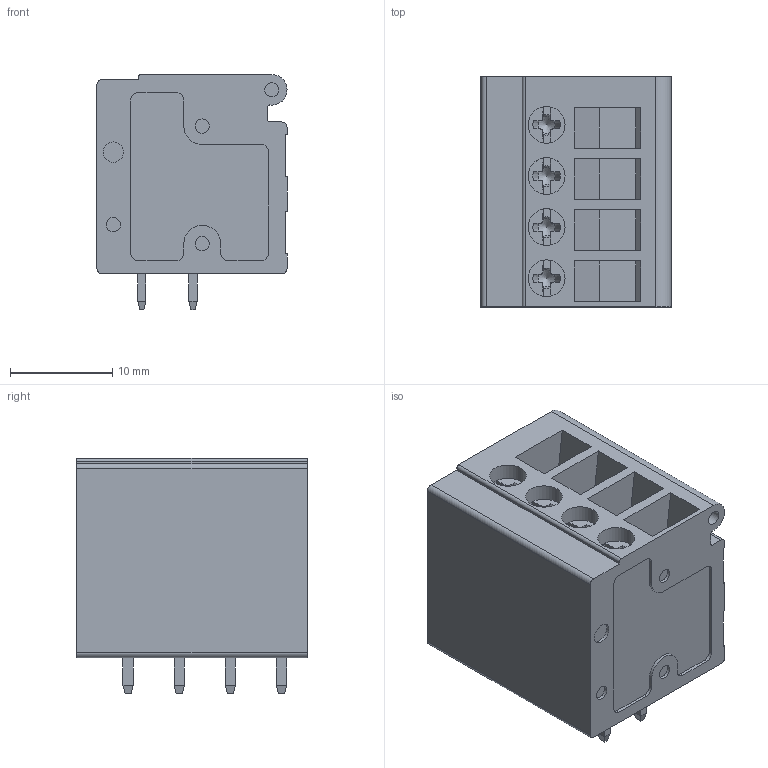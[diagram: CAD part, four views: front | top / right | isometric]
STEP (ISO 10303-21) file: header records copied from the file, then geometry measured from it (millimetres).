
FILE_DESCRIPTION(/* description */ ('Unknown'),/* implementation_level */ '2;1');
FILE_NAME(/* name */ 'MT310-50004_20230321',/* time_stamp */ '2023-03-21T10:27:41+08:00',/* author */ ('Unknown'),/* organization */ ('Unknown'),/* preprocessor_version */ 'ST-DEVELOPER v16.7',/* originating_system */ 'DEX',/* authorisation */ $);
FILE_SCHEMA (('AUTOMOTIVE_DESIGN {1 0 10303 214 3 1 1}'));
Length unit declared in the file: millimetre
Products named in the file (1): MT310-50004_20230321
Bounding box: 18.6 x 22.5 x 23 mm (x, y, z)
Volume: 7436.9 mm3; surface area: 3416.7 mm2
Topology: 1 solids, 4 shells, 309 faces, 798 edges, 523 vertices
Faces by surface type: plane 234, cylinder 39, cone 20, bspline 16
Full cylindrical faces by diameter (mm): 1.4 x7, 2 x1, 3.6 x4, 4 x4
Entity records: 9631 total; most frequent: CARTESIAN_POINT 2438, ORIENTED_EDGE 1516, DIRECTION 1368, EDGE_CURVE 758, VERTEX_POINT 507, LINE 484, VECTOR 484, AXIS2_PLACEMENT_3D 442
